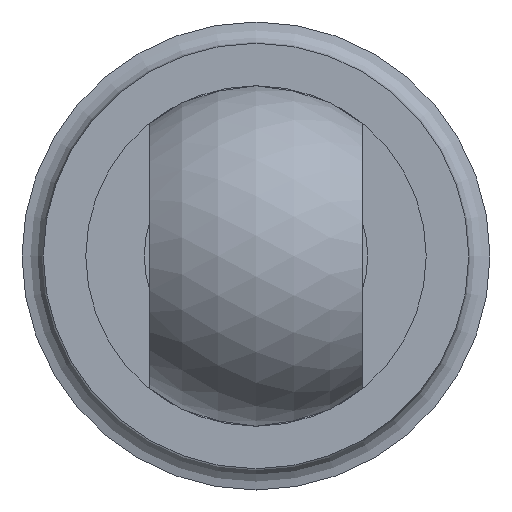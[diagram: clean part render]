
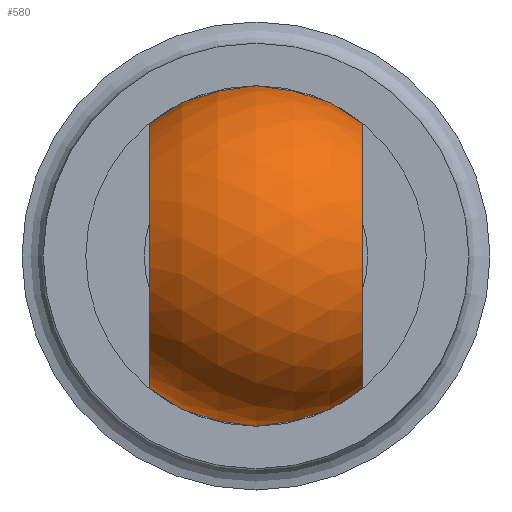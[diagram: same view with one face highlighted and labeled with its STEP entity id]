
A CAD part, left-side view. The second image highlights one B-rep face of the part: STEP entity #580.
In plain terms, the highlighted spherical face has radius 8 mm.
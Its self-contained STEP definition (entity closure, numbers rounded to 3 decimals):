
#31=SPHERICAL_SURFACE('',#673,8.);
#159=FACE_OUTER_BOUND('',#238,.T.);
#238=EDGE_LOOP('',(#463,#464,#465,#466));
#278=CIRCLE('',#666,6.245);
#280=CIRCLE('',#670,6.245);
#282=CIRCLE('',#674,5.25);
#283=CIRCLE('',#675,5.25);
#322=VERTEX_POINT('',#1001);
#324=VERTEX_POINT('',#1005);
#326=VERTEX_POINT('',#1012);
#328=VERTEX_POINT('',#1016);
#369=EDGE_CURVE('',#322,#324,#278,.T.);
#374=EDGE_CURVE('',#326,#328,#280,.T.);
#376=EDGE_CURVE('',#324,#326,#282,.T.);
#377=EDGE_CURVE('',#328,#322,#283,.T.);
#463=ORIENTED_EDGE('',*,*,#369,.T.);
#464=ORIENTED_EDGE('',*,*,#376,.T.);
#465=ORIENTED_EDGE('',*,*,#374,.T.);
#466=ORIENTED_EDGE('',*,*,#377,.T.);
#580=ADVANCED_FACE('',(#159),#31,.T.);
#666=AXIS2_PLACEMENT_3D('',#1007,#846,#847);
#670=AXIS2_PLACEMENT_3D('',#1018,#857,#858);
#673=AXIS2_PLACEMENT_3D('',#1021,#863,#864);
#674=AXIS2_PLACEMENT_3D('',#1022,#865,#866);
#675=AXIS2_PLACEMENT_3D('',#1023,#867,#868);
#846=DIRECTION('center_axis',(0.,0.,-1.));
#847=DIRECTION('ref_axis',(0.,-1.,0.));
#857=DIRECTION('center_axis',(0.,0.,
1.));
#858=DIRECTION('ref_axis',(0.,1.,0.));
#863=DIRECTION('center_axis',(0.,0.,1.));
#864=DIRECTION('ref_axis',(1.,0.,0.));
#865=DIRECTION('center_axis',(0.,1.,0.));
#866=DIRECTION('ref_axis',(1.,0.,0.));
#867=DIRECTION('center_axis',(0.,1.,0.));
#868=DIRECTION('ref_axis',(1.,0.,0.));
#1001=CARTESIAN_POINT('',(-1.601,15.964,5.));
#1005=CARTESIAN_POINT('',(1.601,15.964,5.));
#1007=CARTESIAN_POINT('Origin',(0.,22.,5.));
#1012=CARTESIAN_POINT('',(1.601,15.964,-5.));
#1016=CARTESIAN_POINT('',(-1.601,15.964,-5.));
#1018=CARTESIAN_POINT('Origin',(0.,22.,-5.));
#1021=CARTESIAN_POINT('Origin',(0.,22.,0.));
#1022=CARTESIAN_POINT('Origin',(0.,15.964,
0.));
#1023=CARTESIAN_POINT('Origin',(0.,15.964,
0.));
